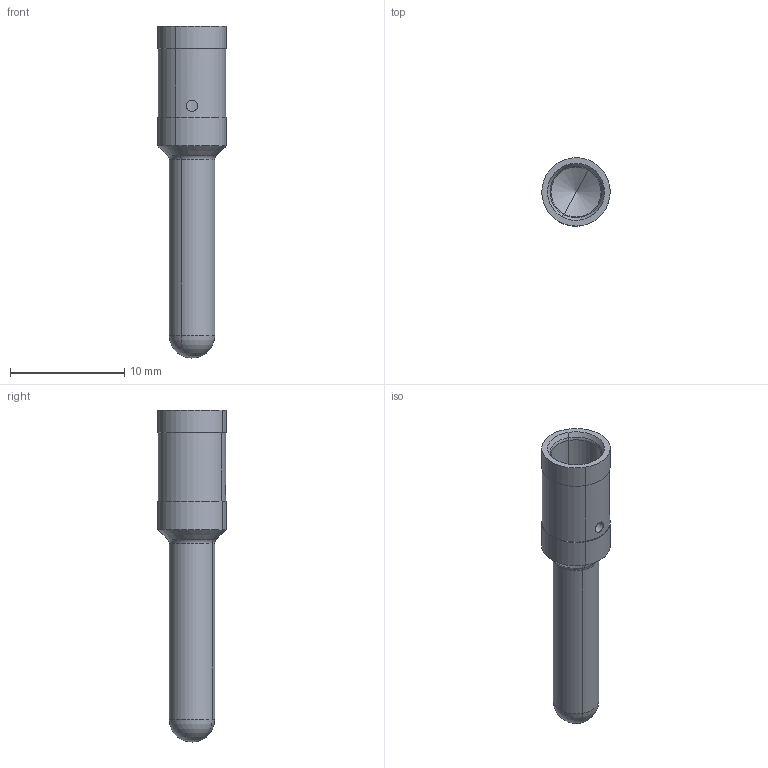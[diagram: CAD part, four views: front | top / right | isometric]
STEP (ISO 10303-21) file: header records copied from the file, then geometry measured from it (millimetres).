
FILE_DESCRIPTION(('CATIA V5 STEP','CAx-IF Rec.Pracs.--- Model Styling and Organization---1.2---2011-12-15'),'2;1');
FILE_NAME ('13189354_3', '2018-06-26T10:36:24+00:00', ('none'), ('Weidmueller'), 'CATIA Version 5-6 Release 2014 SP4 HF52', 'CATIA V5 STEP AP214', 'none');
FILE_SCHEMA(('AUTOMOTIVE_DESIGN { 1 0 10303 214 1 1 1 1 }'));
Length unit declared in the file: millimetre
Products named in the file (1): 2494550000
Bounding box: 6 x 6 x 29.1 mm (x, y, z)
Volume: 379 mm3; surface area: 593.4 mm2
Topology: 1 solids, 1 shells, 29 faces, 62 edges, 32 vertices
Faces by surface type: cylinder 12, cone 10, torus 4, sphere 2, plane 1
Entity records: 692 total; most frequent: CARTESIAN_POINT 138, ORIENTED_EDGE 116, DIRECTION 84, EDGE_CURVE 58, AXIS2_PLACEMENT_3D 48, CIRCLE 32, EDGE_LOOP 32, VERTEX_POINT 32
